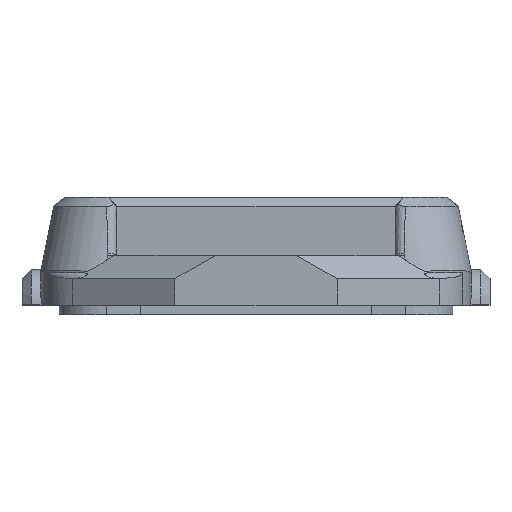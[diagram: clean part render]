
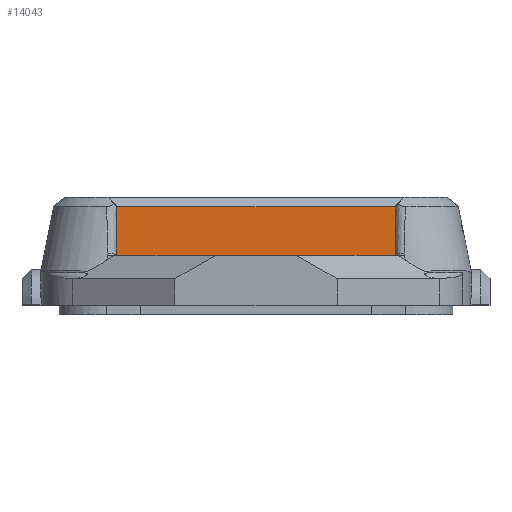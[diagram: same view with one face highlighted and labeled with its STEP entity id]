
A CAD part, front view. The second image highlights one B-rep face of the part: STEP entity #14043.
In plain terms, the highlighted planar face has unit normal (0, -1, 0).
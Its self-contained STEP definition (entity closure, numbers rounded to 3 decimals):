
#2331 = PLANE('',#2332);
#2332 = AXIS2_PLACEMENT_3D('',#2333,#2334,#2335);
#2333 = CARTESIAN_POINT('',(4.875,7.98,6.2));
#2334 = DIRECTION('',(-1.,0.,0.));
#2335 = DIRECTION('',(0.,-1.,0.));
#5123 = PLANE('',#5124);
#5124 = AXIS2_PLACEMENT_3D('',#5125,#5126,#5127);
#5125 = CARTESIAN_POINT('',(16.9,-3.57,6.7));
#5126 = DIRECTION('',(0.,0.,1.));
#5127 = DIRECTION('',(1.,0.,-0.));
#6527 = VERTEX_POINT('',#6528);
#6528 = CARTESIAN_POINT('',(4.875,10.48,6.7));
#6549 = EDGE_CURVE('',#6550,#6527,#6552,.T.);
#6550 = VERTEX_POINT('',#6551);
#6551 = CARTESIAN_POINT('',(4.875,10.48,10.9));
#6552 = SURFACE_CURVE('',#6553,(#6557,#6564),.PCURVE_S1.);
#6553 = LINE('',#6554,#6555);
#6554 = CARTESIAN_POINT('',(4.875,10.48,6.2));
#6555 = VECTOR('',#6556,1.);
#6556 = DIRECTION('',(0.,0.,-1.));
#6557 = PCURVE('',#2331,#6558);
#6558 = DEFINITIONAL_REPRESENTATION('',(#6559),#6563);
#6559 = LINE('',#6560,#6561);
#6560 = CARTESIAN_POINT('',(-2.5,0.));
#6561 = VECTOR('',#6562,1.);
#6562 = DIRECTION('',(0.,-1.));
#6563 = ( GEOMETRIC_REPRESENTATION_CONTEXT(2) 
PARAMETRIC_REPRESENTATION_CONTEXT() REPRESENTATION_CONTEXT('2D SPACE',''
  ) );
#6564 = PCURVE('',#6565,#6570);
#6565 = PLANE('',#6566);
#6566 = AXIS2_PLACEMENT_3D('',#6567,#6568,#6569);
#6567 = CARTESIAN_POINT('',(28.4,10.48,6.2));
#6568 = DIRECTION('',(0.,1.,0.));
#6569 = DIRECTION('',(-1.,0.,0.));
#6570 = DEFINITIONAL_REPRESENTATION('',(#6571),#6575);
#6571 = LINE('',#6572,#6573);
#6572 = CARTESIAN_POINT('',(23.525,0.));
#6573 = VECTOR('',#6574,1.);
#6574 = DIRECTION('',(0.,-1.));
#6575 = ( GEOMETRIC_REPRESENTATION_CONTEXT(2) 
PARAMETRIC_REPRESENTATION_CONTEXT() REPRESENTATION_CONTEXT('2D SPACE',''
  ) );
#6593 = PLANE('',#6594);
#6594 = AXIS2_PLACEMENT_3D('',#6595,#6596,#6597);
#6595 = CARTESIAN_POINT('',(15.175,10.88,11.3));
#6596 = DIRECTION('',(0.,-0.707,0.707));
#6597 = DIRECTION('',(1.,0.,0.));
#11317 = VERTEX_POINT('',#11318);
#11318 = CARTESIAN_POINT('',(28.925,10.48,6.7));
#11332 = PLANE('',#11333);
#11333 = AXIS2_PLACEMENT_3D('',#11334,#11335,#11336);
#11334 = CARTESIAN_POINT('',(28.925,-2.27,6.2));
#11335 = DIRECTION('',(1.,0.,0.));
#11336 = DIRECTION('',(0.,1.,0.));
#11344 = EDGE_CURVE('',#11317,#6527,#11345,.T.);
#11345 = SURFACE_CURVE('',#11346,(#11350,#11357),.PCURVE_S1.);
#11346 = LINE('',#11347,#11348);
#11347 = CARTESIAN_POINT('',(8.65,10.48,6.7));
#11348 = VECTOR('',#11349,1.);
#11349 = DIRECTION('',(-1.,0.,0.));
#11350 = PCURVE('',#5123,#11351);
#11351 = DEFINITIONAL_REPRESENTATION('',(#11352),#11356);
#11352 = LINE('',#11353,#11354);
#11353 = CARTESIAN_POINT('',(-8.25,14.05));
#11354 = VECTOR('',#11355,1.);
#11355 = DIRECTION('',(-1.,0.));
#11356 = ( GEOMETRIC_REPRESENTATION_CONTEXT(2) 
PARAMETRIC_REPRESENTATION_CONTEXT() REPRESENTATION_CONTEXT('2D SPACE',''
  ) );
#11357 = PCURVE('',#6565,#11358);
#11358 = DEFINITIONAL_REPRESENTATION('',(#11359),#11363);
#11359 = LINE('',#11360,#11361);
#11360 = CARTESIAN_POINT('',(19.75,0.5));
#11361 = VECTOR('',#11362,1.);
#11362 = DIRECTION('',(1.,0.));
#11363 = ( GEOMETRIC_REPRESENTATION_CONTEXT(2) 
PARAMETRIC_REPRESENTATION_CONTEXT() REPRESENTATION_CONTEXT('2D SPACE',''
  ) );
#14043 = ADVANCED_FACE('',(#14044),#6565,.F.);
#14044 = FACE_BOUND('',#14045,.T.);
#14045 = EDGE_LOOP('',(#14046,#14069,#14070,#14071));
#14046 = ORIENTED_EDGE('',*,*,#14047,.F.);
#14047 = EDGE_CURVE('',#6550,#14048,#14050,.T.);
#14048 = VERTEX_POINT('',#14049);
#14049 = CARTESIAN_POINT('',(28.925,10.48,10.9));
#14050 = SURFACE_CURVE('',#14051,(#14055,#14062),.PCURVE_S1.);
#14051 = LINE('',#14052,#14053);
#14052 = CARTESIAN_POINT('',(15.175,10.48,10.9));
#14053 = VECTOR('',#14054,1.);
#14054 = DIRECTION('',(1.,0.,0.));
#14055 = PCURVE('',#6565,#14056);
#14056 = DEFINITIONAL_REPRESENTATION('',(#14057),#14061);
#14057 = LINE('',#14058,#14059);
#14058 = CARTESIAN_POINT('',(13.225,4.7));
#14059 = VECTOR('',#14060,1.);
#14060 = DIRECTION('',(-1.,0.));
#14061 = ( GEOMETRIC_REPRESENTATION_CONTEXT(2) 
PARAMETRIC_REPRESENTATION_CONTEXT() REPRESENTATION_CONTEXT('2D SPACE',''
  ) );
#14062 = PCURVE('',#6593,#14063);
#14063 = DEFINITIONAL_REPRESENTATION('',(#14064),#14068);
#14064 = LINE('',#14065,#14066);
#14065 = CARTESIAN_POINT('',(0.,-0.566));
#14066 = VECTOR('',#14067,1.);
#14067 = DIRECTION('',(1.,0.));
#14068 = ( GEOMETRIC_REPRESENTATION_CONTEXT(2) 
PARAMETRIC_REPRESENTATION_CONTEXT() REPRESENTATION_CONTEXT('2D SPACE',''
  ) );
#14069 = ORIENTED_EDGE('',*,*,#6549,.T.);
#14070 = ORIENTED_EDGE('',*,*,#11344,.F.);
#14071 = ORIENTED_EDGE('',*,*,#14072,.T.);
#14072 = EDGE_CURVE('',#11317,#14048,#14073,.T.);
#14073 = SURFACE_CURVE('',#14074,(#14078,#14085),.PCURVE_S1.);
#14074 = LINE('',#14075,#14076);
#14075 = CARTESIAN_POINT('',(28.925,10.48,6.2));
#14076 = VECTOR('',#14077,1.);
#14077 = DIRECTION('',(0.,0.,1.));
#14078 = PCURVE('',#6565,#14079);
#14079 = DEFINITIONAL_REPRESENTATION('',(#14080),#14084);
#14080 = LINE('',#14081,#14082);
#14081 = CARTESIAN_POINT('',(-0.525,0.));
#14082 = VECTOR('',#14083,1.);
#14083 = DIRECTION('',(0.,1.));
#14084 = ( GEOMETRIC_REPRESENTATION_CONTEXT(2) 
PARAMETRIC_REPRESENTATION_CONTEXT() REPRESENTATION_CONTEXT('2D SPACE',''
  ) );
#14085 = PCURVE('',#11332,#14086);
#14086 = DEFINITIONAL_REPRESENTATION('',(#14087),#14091);
#14087 = LINE('',#14088,#14089);
#14088 = CARTESIAN_POINT('',(12.75,0.));
#14089 = VECTOR('',#14090,1.);
#14090 = DIRECTION('',(0.,1.));
#14091 = ( GEOMETRIC_REPRESENTATION_CONTEXT(2) 
PARAMETRIC_REPRESENTATION_CONTEXT() REPRESENTATION_CONTEXT('2D SPACE',''
  ) );
